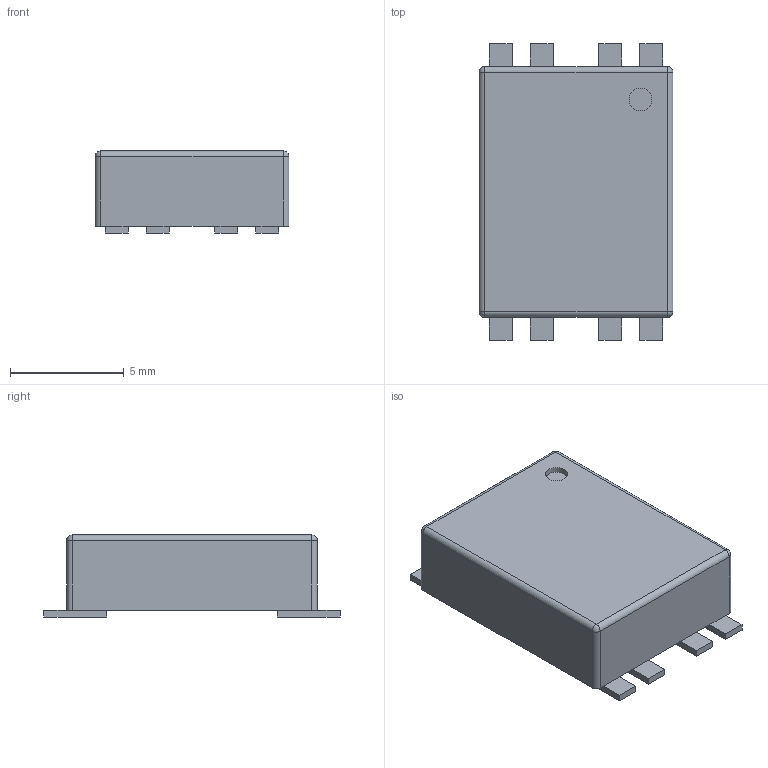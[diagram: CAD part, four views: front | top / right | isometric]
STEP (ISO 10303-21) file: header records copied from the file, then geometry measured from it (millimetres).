
FILE_DESCRIPTION(('FreeCAD Model'),'2;1');
FILE_NAME('Open CASCADE Shape Model','2024-09-11T18:59:01',(''),(''), 'Open CASCADE STEP processor 7.7','FreeCAD','Unknown');
FILE_SCHEMA(('AUTOMOTIVE_DESIGN { 1 0 10303 214 1 1 1 1 }'));
Length unit declared in the file: millimetre
Products named in the file (3): Unnamed; Pocket; Extrude
Assembly tree (2 placements, depth 2):
  Unnamed
    Pocket
    Extrude
Bounding box: 8.5 x 13 x 3.6 mm (x, y, z)
Volume: 314.3 mm3; surface area: 372.8 mm2
Topology: 9 solids, 9 shells, 68 faces, 139 edges, 86 vertices
Faces by surface type: plane 55, cylinder 9, sphere 4
Full cylindrical faces by diameter (mm): 0.998 x1
Entity records: 1838 total; most frequent: DIRECTION 295, CARTESIAN_POINT 292, ORIENTED_EDGE 270, EDGE_CURVE 135, LINE 117, VECTOR 117, AXIS2_PLACEMENT_3D 89, VERTEX_POINT 86
